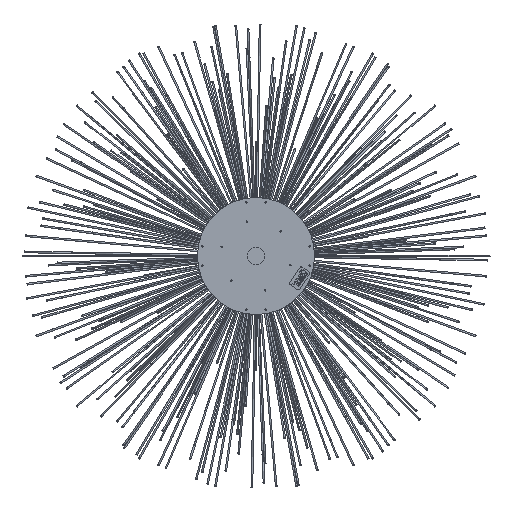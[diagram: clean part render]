
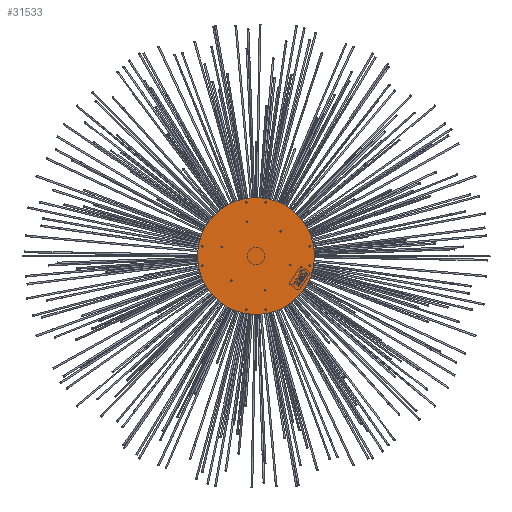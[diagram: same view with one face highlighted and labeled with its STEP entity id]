
A CAD part, front view. The second image highlights one B-rep face of the part: STEP entity #31533.
In plain terms, the highlighted planar face has unit normal (0, -1, 0).
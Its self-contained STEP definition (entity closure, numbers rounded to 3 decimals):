
#3696=FACE_BOUND('',#11930,.T.);
#3697=FACE_BOUND('',#11931,.T.);
#3698=FACE_BOUND('',#11932,.T.);
#3699=FACE_BOUND('',#11933,.T.);
#3700=FACE_BOUND('',#11934,.T.);
#3701=FACE_BOUND('',#11935,.T.);
#3702=FACE_BOUND('',#11936,.T.);
#3703=FACE_BOUND('',#11937,.T.);
#7200=FACE_OUTER_BOUND('',#11929,.T.);
#11929=EDGE_LOOP('',(#25627));
#11930=EDGE_LOOP('',(#25628));
#11931=EDGE_LOOP('',(#25629));
#11932=EDGE_LOOP('',(#25630));
#11933=EDGE_LOOP('',(#25631));
#11934=EDGE_LOOP('',(#25632));
#11935=EDGE_LOOP('',(#25633));
#11936=EDGE_LOOP('',(#25634));
#11937=EDGE_LOOP('',(#25635));
#14192=CIRCLE('',#36287,13.);
#14193=CIRCLE('',#36289,13.);
#14194=CIRCLE('',#36291,13.);
#14195=CIRCLE('',#36293,13.);
#14196=CIRCLE('',#36295,13.);
#14197=CIRCLE('',#36297,13.);
#14198=CIRCLE('',#36299,13.);
#14199=CIRCLE('',#36301,13.);
#14200=CIRCLE('',#36305,750.);
#16867=VERTEX_POINT('',#57035);
#16868=VERTEX_POINT('',#57038);
#16869=VERTEX_POINT('',#57041);
#16870=VERTEX_POINT('',#57044);
#16871=VERTEX_POINT('',#57047);
#16872=VERTEX_POINT('',#57050);
#16873=VERTEX_POINT('',#57053);
#16874=VERTEX_POINT('',#57056);
#16875=VERTEX_POINT('',#57061);
#19787=EDGE_CURVE('',#16867,#16867,#14192,.T.);
#19788=EDGE_CURVE('',#16868,#16868,#14193,.T.);
#19789=EDGE_CURVE('',#16869,#16869,#14194,.T.);
#19790=EDGE_CURVE('',#16870,#16870,#14195,.T.);
#19791=EDGE_CURVE('',#16871,#16871,#14196,.T.);
#19792=EDGE_CURVE('',#16872,#16872,#14197,.T.);
#19793=EDGE_CURVE('',#16873,#16873,#14198,.T.);
#19794=EDGE_CURVE('',#16874,#16874,#14199,.T.);
#19795=EDGE_CURVE('',#16875,#16875,#14200,.T.);
#25627=ORIENTED_EDGE('',*,*,#19795,.T.);
#25628=ORIENTED_EDGE('',*,*,#19787,.T.);
#25629=ORIENTED_EDGE('',*,*,#19788,.T.);
#25630=ORIENTED_EDGE('',*,*,#19789,.T.);
#25631=ORIENTED_EDGE('',*,*,#19790,.T.);
#25632=ORIENTED_EDGE('',*,*,#19791,.T.);
#25633=ORIENTED_EDGE('',*,*,#19792,.T.);
#25634=ORIENTED_EDGE('',*,*,#19793,.T.);
#25635=ORIENTED_EDGE('',*,*,#19794,.T.);
#26729=PLANE('',#36306);
#31533=ADVANCED_FACE('',(#7200,#3696,#3697,#3698,#3699,#3700,#3701,#3702,
#3703),#26729,.T.);
#36287=AXIS2_PLACEMENT_3D('',#57036,#46172,#46173);
#36289=AXIS2_PLACEMENT_3D('',#57039,#46176,#46177);
#36291=AXIS2_PLACEMENT_3D('',#57042,#46180,#46181);
#36293=AXIS2_PLACEMENT_3D('',#57045,#46184,#46185);
#36295=AXIS2_PLACEMENT_3D('',#57048,#46188,#46189);
#36297=AXIS2_PLACEMENT_3D('',#57051,#46192,#46193);
#36299=AXIS2_PLACEMENT_3D('',#57054,#46196,#46197);
#36301=AXIS2_PLACEMENT_3D('',#57057,#46200,#46201);
#36305=AXIS2_PLACEMENT_3D('',#57062,#46208,#46209);
#36306=AXIS2_PLACEMENT_3D('',#57063,#46210,#46211);
#46172=DIRECTION('center_axis',(0.,1.,0.));
#46173=DIRECTION('ref_axis',(-1.,0.,0.));
#46176=DIRECTION('center_axis',(0.,1.,0.));
#46177=DIRECTION('ref_axis',(-1.,0.,0.));
#46180=DIRECTION('center_axis',(0.,1.,0.));
#46181=DIRECTION('ref_axis',(-1.,0.,0.));
#46184=DIRECTION('center_axis',(0.,1.,0.));
#46185=DIRECTION('ref_axis',(-1.,0.,0.));
#46188=DIRECTION('center_axis',(0.,1.,0.));
#46189=DIRECTION('ref_axis',(-1.,0.,0.));
#46192=DIRECTION('center_axis',(0.,1.,0.));
#46193=DIRECTION('ref_axis',(-1.,0.,0.));
#46196=DIRECTION('center_axis',(0.,1.,0.));
#46197=DIRECTION('ref_axis',(-1.,0.,0.));
#46200=DIRECTION('center_axis',(0.,1.,0.));
#46201=DIRECTION('ref_axis',(-1.,0.,0.));
#46208=DIRECTION('center_axis',(0.,-1.,0.));
#46209=DIRECTION('ref_axis',(1.,0.,0.));
#46210=DIRECTION('center_axis',(0.,-1.,0.));
#46211=DIRECTION('ref_axis',(0.,0.,-1.));
#57035=CARTESIAN_POINT('',(701.749,0.,-125.));
#57036=CARTESIAN_POINT('Origin',(688.749,0.,-125.));
#57038=CARTESIAN_POINT('',(138.,0.,688.749));
#57039=CARTESIAN_POINT('Origin',(125.,0.,688.749));
#57041=CARTESIAN_POINT('',(-675.749,0.,125.));
#57042=CARTESIAN_POINT('Origin',(-688.749,0.,125.));
#57044=CARTESIAN_POINT('',(-112.,0.,-688.749));
#57045=CARTESIAN_POINT('Origin',(-125.,0.,-688.749));
#57047=CARTESIAN_POINT('',(138.,0.,-688.749));
#57048=CARTESIAN_POINT('Origin',(125.,0.,-688.749));
#57050=CARTESIAN_POINT('',(-675.749,0.,-125.));
#57051=CARTESIAN_POINT('Origin',(-688.749,0.,-125.));
#57053=CARTESIAN_POINT('',(-112.,0.,688.749));
#57054=CARTESIAN_POINT('Origin',(-125.,0.,688.749));
#57056=CARTESIAN_POINT('',(701.749,0.,125.));
#57057=CARTESIAN_POINT('Origin',(688.749,0.,125.));
#57061=CARTESIAN_POINT('',(750.,0.,0.));
#57062=CARTESIAN_POINT('Origin',(0.,0.,0.));
#57063=CARTESIAN_POINT('Origin',(0.,0.,0.));
